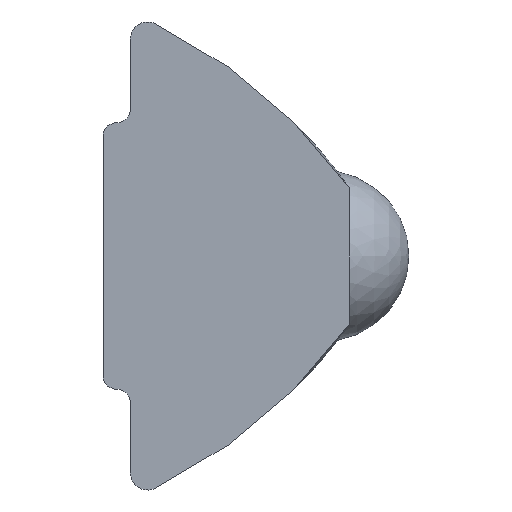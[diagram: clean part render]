
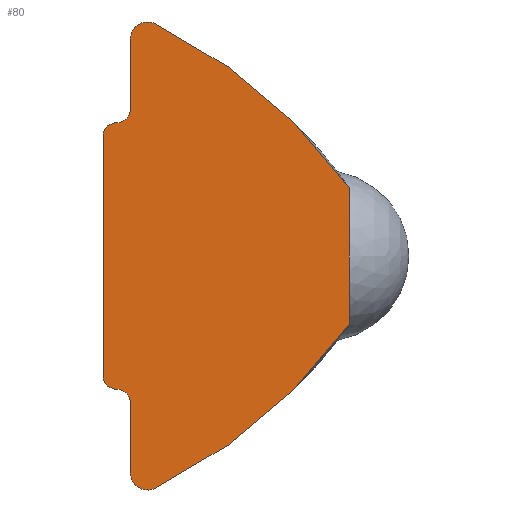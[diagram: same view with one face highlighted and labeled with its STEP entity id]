
A CAD part, left-side view. The second image highlights one B-rep face of the part: STEP entity #80.
In plain terms, the highlighted planar face has unit normal (-1, 0, 0).
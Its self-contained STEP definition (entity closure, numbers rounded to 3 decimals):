
#80 = ADVANCED_FACE( '', ( #159 ), #160, .F. );
#159 = FACE_OUTER_BOUND( '', #235, .T. );
#160 = PLANE( '', #236 );
#235 = EDGE_LOOP( '', ( #406, #407, #408, #409, #410, #411, #412, #413, #414, #415, #416, #417 ) );
#236 = AXIS2_PLACEMENT_3D( '', #418, #419, #420 );
#406 = ORIENTED_EDGE( '', *, *, #534, .F. );
#407 = ORIENTED_EDGE( '', *, *, #492, .T. );
#408 = ORIENTED_EDGE( '', *, *, #538, .F. );
#409 = ORIENTED_EDGE( '', *, *, #541, .F. );
#410 = ORIENTED_EDGE( '', *, *, #503, .F. );
#411 = ORIENTED_EDGE( '', *, *, #506, .T. );
#412 = ORIENTED_EDGE( '', *, *, #531, .F. );
#413 = ORIENTED_EDGE( '', *, *, #510, .F. );
#414 = ORIENTED_EDGE( '', *, *, #488, .F. );
#415 = ORIENTED_EDGE( '', *, *, #515, .F. );
#416 = ORIENTED_EDGE( '', *, *, #474, .F. );
#417 = ORIENTED_EDGE( '', *, *, #517, .F. );
#418 = CARTESIAN_POINT( '', ( 0., 5.9, 6.35 ) );
#419 = DIRECTION( '', ( 1., 0., 0. ) );
#420 = DIRECTION( '', ( 0., 0., -1. ) );
#474 = EDGE_CURVE( '', #565, #567, #568, .T. );
#488 = EDGE_CURVE( '', #588, #590, #591, .T. );
#492 = EDGE_CURVE( '', #596, #597, #598, .T. );
#503 = EDGE_CURVE( '', #614, #616, #617, .T. );
#506 = EDGE_CURVE( '', #614, #620, #621, .T. );
#510 = EDGE_CURVE( '', #590, #626, #627, .T. );
#515 = EDGE_CURVE( '', #567, #588, #633, .T. );
#517 = EDGE_CURVE( '', #635, #565, #636, .T. );
#531 = EDGE_CURVE( '', #626, #620, #655, .T. );
#534 = EDGE_CURVE( '', #596, #635, #658, .T. );
#538 = EDGE_CURVE( '', #661, #597, #663, .T. );
#541 = EDGE_CURVE( '', #616, #661, #666, .T. );
#565 = VERTEX_POINT( '', #713 );
#567 = VERTEX_POINT( '', #716 );
#568 = CIRCLE( '', #717, 15. );
#588 = VERTEX_POINT( '', #791 );
#590 = VERTEX_POINT( '', #794 );
#591 = CIRCLE( '', #795, 15. );
#596 = VERTEX_POINT( '', #801 );
#597 = VERTEX_POINT( '', #802 );
#598 = CIRCLE( '', #803, 0.4 );
#614 = VERTEX_POINT( '', #837 );
#616 = VERTEX_POINT( '', #840 );
#617 = CIRCLE( '', #841, 0.4 );
#620 = VERTEX_POINT( '', #845 );
#621 = CIRCLE( '', #846, 0.4 );
#626 = VERTEX_POINT( '', #852 );
#627 = CIRCLE( '', #853, 0.5 );
#633 = LINE( '', #860, #861 );
#635 = VERTEX_POINT( '', #863 );
#636 = CIRCLE( '', #864, 0.5 );
#655 = LINE( '', #901, #902 );
#658 = LINE( '', #906, #907 );
#661 = VERTEX_POINT( '', #911 );
#663 = CIRCLE( '', #914, 0.4 );
#666 = LINE( '', #917, #918 );
#713 = CARTESIAN_POINT( '', ( 0., 5.7, 6.808 ) );
#716 = CARTESIAN_POINT( '', ( 0., 0., 2. ) );
#717 = AXIS2_PLACEMENT_3D( '', #933, #934, #935 );
#791 = CARTESIAN_POINT( '', ( 0., 0., -2. ) );
#794 = CARTESIAN_POINT( '', ( 0., 5.7, -6.808 ) );
#795 = AXIS2_PLACEMENT_3D( '', #946, #947, #948 );
#801 = CARTESIAN_POINT( '', ( 0., 6.4, 4.3 ) );
#802 = CARTESIAN_POINT( '', ( 0., 6.8, 3.9 ) );
#803 = AXIS2_PLACEMENT_3D( '', #953, #954, #955 );
#837 = CARTESIAN_POINT( '', ( 0., 6.8, -3.9 ) );
#840 = CARTESIAN_POINT( '', ( 0., 7.2, -3.5 ) );
#841 = AXIS2_PLACEMENT_3D( '', #969, #970, #971 );
#845 = CARTESIAN_POINT( '', ( 0., 6.4, -4.3 ) );
#846 = AXIS2_PLACEMENT_3D( '', #973, #974, #975 );
#852 = CARTESIAN_POINT( '', ( 0., 6.4, -6.35 ) );
#853 = AXIS2_PLACEMENT_3D( '', #980, #981, #982 );
#860 = CARTESIAN_POINT( '', ( 0., 0., 2. ) );
#861 = VECTOR( '', #990, 1000. );
#863 = CARTESIAN_POINT( '', ( 0., 6.4, 6.35 ) );
#864 = AXIS2_PLACEMENT_3D( '', #991, #992, #993 );
#901 = CARTESIAN_POINT( '', ( 0., 6.4, -6.35 ) );
#902 = VECTOR( '', #1012, 1000. );
#906 = CARTESIAN_POINT( '', ( 0., 6.4, 4.3 ) );
#907 = VECTOR( '', #1014, 1000. );
#911 = CARTESIAN_POINT( '', ( 0., 7.2, 3.5 ) );
#914 = AXIS2_PLACEMENT_3D( '', #1017, #1018, #1019 );
#917 = CARTESIAN_POINT( '', ( 0., 7.2, -3.5 ) );
#918 = VECTOR( '', #1023, 1000. );
#933 = CARTESIAN_POINT( '', ( 0., 12.218, -6.701 ) );
#934 = DIRECTION( '', ( 1., 0., 0. ) );
#935 = DIRECTION( '', ( 0., 0., -1. ) );
#946 = CARTESIAN_POINT( '', ( 0., 12.218, 6.701 ) );
#947 = DIRECTION( '', ( 1., 0., 0. ) );
#948 = DIRECTION( '', ( 0., 0., -1. ) );
#953 = CARTESIAN_POINT( '', ( 0., 6.8, 4.3 ) );
#954 = DIRECTION( '', ( 1., 0., 0. ) );
#955 = DIRECTION( '', ( 0., 0., -1. ) );
#969 = CARTESIAN_POINT( '', ( 0., 6.8, -3.5 ) );
#970 = DIRECTION( '', ( 1., 0., 0. ) );
#971 = DIRECTION( '', ( 0., 0., -1. ) );
#973 = CARTESIAN_POINT( '', ( 0., 6.8, -4.3 ) );
#974 = DIRECTION( '', ( 1., 0., 0. ) );
#975 = DIRECTION( '', ( 0., 0., -1. ) );
#980 = CARTESIAN_POINT( '', ( 0., 5.9, -6.35 ) );
#981 = DIRECTION( '', ( 1., 0., 0. ) );
#982 = DIRECTION( '', ( 0., 0., -1. ) );
#990 = DIRECTION( '', ( 0., 0., -1. ) );
#991 = CARTESIAN_POINT( '', ( 0., 5.9, 6.35 ) );
#992 = DIRECTION( '', ( 1., 0., 0. ) );
#993 = DIRECTION( '', ( 0., 0., -1. ) );
#1012 = DIRECTION( '', ( 0., 0., 1. ) );
#1014 = DIRECTION( '', ( 0., 0., 1. ) );
#1017 = CARTESIAN_POINT( '', ( 0., 6.8, 3.5 ) );
#1018 = DIRECTION( '', ( 1., 0., 0. ) );
#1019 = DIRECTION( '', ( 0., 0., -1. ) );
#1023 = DIRECTION( '', ( 0., 0., 1. ) );
